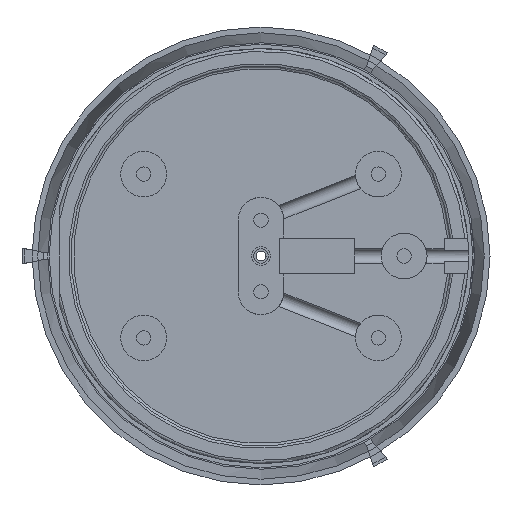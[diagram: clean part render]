
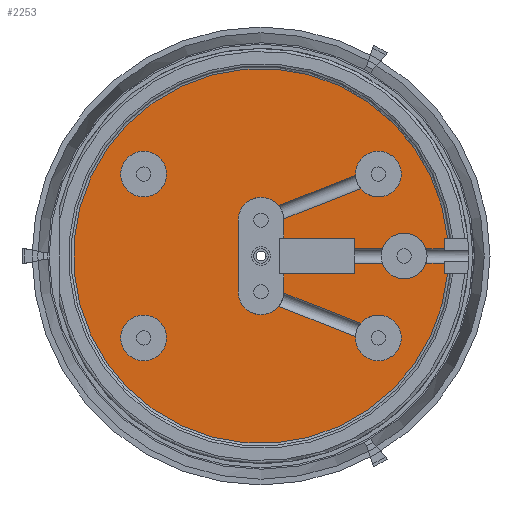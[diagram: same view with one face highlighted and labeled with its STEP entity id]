
A CAD part, front view. The second image highlights one B-rep face of the part: STEP entity #2253.
In plain terms, the highlighted planar face has unit normal (0, -1, 0).
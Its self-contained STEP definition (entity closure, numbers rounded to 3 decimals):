
#101=FACE_BOUND('',#388,.T.);
#102=FACE_BOUND('',#389,.T.);
#143=PLANE('',#2534);
#245=FACE_OUTER_BOUND('',#387,.T.);
#387=EDGE_LOOP('',(#1694,#1695,#1696,#1697,#1698,#1699,#1700,#1701,#1702,
#1703,#1704,#1705,#1706,#1707,#1708,#1709,#1710,#1711,#1712,#1713,#1714,
#1715,#1716,#1717,#1718,#1719,#1720,#1721,#1722,#1723));
#388=EDGE_LOOP('',(#1724));
#389=EDGE_LOOP('',(#1725));
#517=LINE('',#3564,#715);
#520=LINE('',#3609,#718);
#526=LINE('',#3626,#724);
#529=LINE('',#3671,#727);
#533=LINE('',#3685,#731);
#539=LINE('',#3697,#737);
#543=LINE('',#3706,#741);
#545=LINE('',#3712,#743);
#548=LINE('',#3718,#746);
#552=LINE('',#3725,#750);
#553=LINE('',#3731,#751);
#554=LINE('',#3732,#752);
#555=LINE('',#3735,#753);
#556=LINE('',#3737,#754);
#557=LINE('',#3741,#755);
#558=LINE('',#3742,#756);
#559=LINE('',#3745,#757);
#560=LINE('',#3747,#758);
#561=LINE('',#3752,#759);
#715=VECTOR('',#2830,10.);
#718=VECTOR('',#2837,10.);
#724=VECTOR('',#2853,10.);
#727=VECTOR('',#2860,10.);
#731=VECTOR('',#2874,10.);
#737=VECTOR('',#2882,10.);
#741=VECTOR('',#2888,10.);
#743=VECTOR('',#2892,10.);
#746=VECTOR('',#2897,10.);
#750=VECTOR('',#2901,10.);
#751=VECTOR('',#2908,10.);
#752=VECTOR('',#2909,10.);
#753=VECTOR('',#2912,10.);
#754=VECTOR('',#2913,10.);
#755=VECTOR('',#2916,10.);
#756=VECTOR('',#2917,10.);
#757=VECTOR('',#2920,10.);
#758=VECTOR('',#2921,10.);
#759=VECTOR('',#2926,10.);
#928=CIRCLE('',#2518,16.);
#930=CIRCLE('',#2520,16.);
#931=CIRCLE('',#2525,16.);
#933=CIRCLE('',#2527,16.);
#935=CIRCLE('',#2535,16.);
#936=CIRCLE('',#2536,16.);
#937=CIRCLE('',#2537,131.);
#938=CIRCLE('',#2538,16.);
#939=CIRCLE('',#2539,16.);
#940=CIRCLE('',#2540,16.);
#941=CIRCLE('',#2541,16.);
#942=CIRCLE('',#2542,16.);
#943=CIRCLE('',#2543,16.);
#1035=VERTEX_POINT('',#3558);
#1037=VERTEX_POINT('',#3562);
#1040=VERTEX_POINT('',#3606);
#1041=VERTEX_POINT('',#3608);
#1042=VERTEX_POINT('',#3612);
#1045=VERTEX_POINT('',#3620);
#1047=VERTEX_POINT('',#3624);
#1050=VERTEX_POINT('',#3668);
#1051=VERTEX_POINT('',#3670);
#1052=VERTEX_POINT('',#3674);
#1054=VERTEX_POINT('',#3681);
#1056=VERTEX_POINT('',#3684);
#1059=VERTEX_POINT('',#3691);
#1061=VERTEX_POINT('',#3695);
#1063=VERTEX_POINT('',#3700);
#1065=VERTEX_POINT('',#3704);
#1066=VERTEX_POINT('',#3708);
#1068=VERTEX_POINT('',#3711);
#1070=VERTEX_POINT('',#3717);
#1073=VERTEX_POINT('',#3723);
#1074=VERTEX_POINT('',#3728);
#1075=VERTEX_POINT('',#3730);
#1076=VERTEX_POINT('',#3734);
#1077=VERTEX_POINT('',#3736);
#1078=VERTEX_POINT('',#3738);
#1079=VERTEX_POINT('',#3740);
#1080=VERTEX_POINT('',#3744);
#1081=VERTEX_POINT('',#3746);
#1082=VERTEX_POINT('',#3749);
#1083=VERTEX_POINT('',#3751);
#1084=VERTEX_POINT('',#3754);
#1085=VERTEX_POINT('',#3756);
#1266=EDGE_CURVE('',#1035,#1037,#517,.T.);
#1271=EDGE_CURVE('',#1041,#1040,#520,.T.);
#1273=EDGE_CURVE('',#1042,#1041,#928,.T.);
#1276=EDGE_CURVE('',#1037,#1042,#930,.T.);
#1280=EDGE_CURVE('',#1045,#1047,#526,.T.);
#1285=EDGE_CURVE('',#1051,#1050,#529,.T.);
#1287=EDGE_CURVE('',#1052,#1051,#931,.T.);
#1290=EDGE_CURVE('',#1047,#1052,#933,.T.);
#1292=EDGE_CURVE('',#1056,#1054,#533,.T.);
#1298=EDGE_CURVE('',#1059,#1061,#539,.T.);
#1302=EDGE_CURVE('',#1063,#1065,#543,.T.);
#1304=EDGE_CURVE('',#1068,#1066,#545,.T.);
#1307=EDGE_CURVE('',#1070,#1063,#548,.T.);
#1311=EDGE_CURVE('',#1066,#1073,#552,.T.);
#1313=EDGE_CURVE('',#1040,#1074,#935,.T.);
#1314=EDGE_CURVE('',#1074,#1075,#553,.T.);
#1315=EDGE_CURVE('',#1075,#1070,#554,.T.);
#1316=EDGE_CURVE('',#1065,#1059,#936,.T.);
#1317=EDGE_CURVE('',#1061,#1076,#555,.T.);
#1318=EDGE_CURVE('',#1076,#1077,#556,.T.);
#1319=EDGE_CURVE('',#1077,#1078,#937,.T.);
#1320=EDGE_CURVE('',#1078,#1079,#557,.T.);
#1321=EDGE_CURVE('',#1079,#1056,#558,.T.);
#1322=EDGE_CURVE('',#1054,#1068,#938,.T.);
#1323=EDGE_CURVE('',#1073,#1080,#559,.T.);
#1324=EDGE_CURVE('',#1080,#1081,#560,.T.);
#1325=EDGE_CURVE('',#1081,#1045,#939,.T.);
#1326=EDGE_CURVE('',#1050,#1082,#940,.T.);
#1327=EDGE_CURVE('',#1082,#1083,#561,.T.);
#1328=EDGE_CURVE('',#1083,#1035,#941,.T.);
#1329=EDGE_CURVE('',#1084,#1084,#942,.T.);
#1330=EDGE_CURVE('',#1085,#1085,#943,.T.);
#1694=ORIENTED_EDGE('',*,*,#1266,.T.);
#1695=ORIENTED_EDGE('',*,*,#1276,.T.);
#1696=ORIENTED_EDGE('',*,*,#1273,.T.);
#1697=ORIENTED_EDGE('',*,*,#1271,.T.);
#1698=ORIENTED_EDGE('',*,*,#1313,.T.);
#1699=ORIENTED_EDGE('',*,*,#1314,.T.);
#1700=ORIENTED_EDGE('',*,*,#1315,.T.);
#1701=ORIENTED_EDGE('',*,*,#1307,.T.);
#1702=ORIENTED_EDGE('',*,*,#1302,.T.);
#1703=ORIENTED_EDGE('',*,*,#1316,.T.);
#1704=ORIENTED_EDGE('',*,*,#1298,.T.);
#1705=ORIENTED_EDGE('',*,*,#1317,.T.);
#1706=ORIENTED_EDGE('',*,*,#1318,.T.);
#1707=ORIENTED_EDGE('',*,*,#1319,.T.);
#1708=ORIENTED_EDGE('',*,*,#1320,.T.);
#1709=ORIENTED_EDGE('',*,*,#1321,.T.);
#1710=ORIENTED_EDGE('',*,*,#1292,.T.);
#1711=ORIENTED_EDGE('',*,*,#1322,.T.);
#1712=ORIENTED_EDGE('',*,*,#1304,.T.);
#1713=ORIENTED_EDGE('',*,*,#1311,.T.);
#1714=ORIENTED_EDGE('',*,*,#1323,.T.);
#1715=ORIENTED_EDGE('',*,*,#1324,.T.);
#1716=ORIENTED_EDGE('',*,*,#1325,.T.);
#1717=ORIENTED_EDGE('',*,*,#1280,.T.);
#1718=ORIENTED_EDGE('',*,*,#1290,.T.);
#1719=ORIENTED_EDGE('',*,*,#1287,.T.);
#1720=ORIENTED_EDGE('',*,*,#1285,.T.);
#1721=ORIENTED_EDGE('',*,*,#1326,.T.);
#1722=ORIENTED_EDGE('',*,*,#1327,.T.);
#1723=ORIENTED_EDGE('',*,*,#1328,.T.);
#1724=ORIENTED_EDGE('',*,*,#1329,.T.);
#1725=ORIENTED_EDGE('',*,*,#1330,.T.);
#2253=ADVANCED_FACE('',(#245,#101,#102),#143,.T.);
#2518=AXIS2_PLACEMENT_3D('',#3613,#2841,#2842);
#2520=AXIS2_PLACEMENT_3D('',#3617,#2846,#2847);
#2525=AXIS2_PLACEMENT_3D('',#3675,#2864,#2865);
#2527=AXIS2_PLACEMENT_3D('',#3679,#2869,#2870);
#2534=AXIS2_PLACEMENT_3D('',#3727,#2904,#2905);
#2535=AXIS2_PLACEMENT_3D('',#3729,#2906,#2907);
#2536=AXIS2_PLACEMENT_3D('',#3733,#2910,#2911);
#2537=AXIS2_PLACEMENT_3D('',#3739,#2914,#2915);
#2538=AXIS2_PLACEMENT_3D('',#3743,#2918,#2919);
#2539=AXIS2_PLACEMENT_3D('',#3748,#2922,#2923);
#2540=AXIS2_PLACEMENT_3D('',#3750,#2924,#2925);
#2541=AXIS2_PLACEMENT_3D('',#3753,#2927,#2928);
#2542=AXIS2_PLACEMENT_3D('',#3755,#2929,#2930);
#2543=AXIS2_PLACEMENT_3D('',#3757,#2931,#2932);
#2830=DIRECTION('',(-0.931,0.,-0.366));
#2837=DIRECTION('',(0.931,0.,0.366));
#2841=DIRECTION('center_axis',(0.,1.,0.));
#2842=DIRECTION('ref_axis',(-1.,0.,0.));
#2846=DIRECTION('center_axis',(0.,1.,0.));
#2847=DIRECTION('ref_axis',(-1.,0.,0.));
#2853=DIRECTION('',(-0.931,0.,0.366));
#2860=DIRECTION('',(0.931,0.,-0.366));
#2864=DIRECTION('center_axis',(0.,1.,0.));
#2865=DIRECTION('ref_axis',(-1.,0.,0.));
#2869=DIRECTION('center_axis',(0.,1.,0.));
#2870=DIRECTION('ref_axis',(-1.,0.,0.));
#2874=DIRECTION('',(1.,0.,0.));
#2882=DIRECTION('',(-1.,0.,0.));
#2888=DIRECTION('',(-1.,0.,0.));
#2892=DIRECTION('',(1.,0.,0.));
#2897=DIRECTION('',(0.,0.,1.));
#2901=DIRECTION('',(0.,0.,1.));
#2904=DIRECTION('center_axis',(0.,-1.,0.));
#2905=DIRECTION('ref_axis',(0.,0.,-1.));
#2906=DIRECTION('center_axis',(0.,1.,0.));
#2907=DIRECTION('ref_axis',(-1.,0.,0.));
#2908=DIRECTION('',(0.,0.,1.));
#2909=DIRECTION('',(-1.,0.,0.));
#2910=DIRECTION('center_axis',(0.,1.,0.));
#2911=DIRECTION('ref_axis',(-1.,0.,0.));
#2912=DIRECTION('',(0.,0.,-1.));
#2913=DIRECTION('',(-1.,0.,0.));
#2914=DIRECTION('center_axis',(0.,-1.,0.));
#2915=DIRECTION('ref_axis',(1.,0.,0.));
#2916=DIRECTION('',(1.,0.,0.));
#2917=DIRECTION('',(0.,0.,-1.));
#2918=DIRECTION('center_axis',(0.,1.,0.));
#2919=DIRECTION('ref_axis',(-1.,0.,0.));
#2920=DIRECTION('',(1.,0.,0.));
#2921=DIRECTION('',(0.,0.,1.));
#2922=DIRECTION('center_axis',(0.,1.,0.));
#2923=DIRECTION('ref_axis',(1.,0.,0.));
#2924=DIRECTION('center_axis',(0.,1.,0.));
#2925=DIRECTION('ref_axis',(1.,0.,0.));
#2926=DIRECTION('',(0.,0.,-1.));
#2927=DIRECTION('center_axis',(0.,1.,0.));
#2928=DIRECTION('ref_axis',(-1.,0.,0.));
#2929=DIRECTION('center_axis',(0.,1.,0.));
#2930=DIRECTION('ref_axis',(-1.,0.,0.));
#2931=DIRECTION('center_axis',(0.,1.,0.));
#2932=DIRECTION('ref_axis',(-1.,0.,0.));
#3558=CARTESIAN_POINT('',(-12.316,2.,-35.214));
#3562=CARTESIAN_POINT('',(-66.026,2.,-56.327));
#3564=CARTESIAN_POINT('',(4.979,2.,-28.415));
#3606=CARTESIAN_POINT('',(-15.974,2.,-25.907));
#3608=CARTESIAN_POINT('',(-69.685,2.,-47.021));
#3609=CARTESIAN_POINT('',(1.32,2.,-19.109));
#3612=CARTESIAN_POINT('',(-66.,2.,-57.236));
#3613=CARTESIAN_POINT('Origin',(-82.,2.,-57.236));
#3617=CARTESIAN_POINT('Origin',(-82.,2.,-57.236));
#3620=CARTESIAN_POINT('',(-15.974,2.,25.907));
#3624=CARTESIAN_POINT('',(-69.685,2.,47.021));
#3626=CARTESIAN_POINT('',(3.533,2.,18.239));
#3668=CARTESIAN_POINT('',(-12.316,2.,35.214));
#3670=CARTESIAN_POINT('',(-66.026,2.,56.327));
#3671=CARTESIAN_POINT('',(7.192,2.,27.545));
#3674=CARTESIAN_POINT('',(-66.,2.,57.236));
#3675=CARTESIAN_POINT('Origin',(-82.,2.,57.236));
#3679=CARTESIAN_POINT('Origin',(-82.,2.,57.236));
#3681=CARTESIAN_POINT('',(-115.199,2.,5.));
#3684=CARTESIAN_POINT('',(-128.,2.,5.));
#3685=CARTESIAN_POINT('',(0.,2.,5.));
#3691=CARTESIAN_POINT('',(-115.199,2.,-5.));
#3695=CARTESIAN_POINT('',(-128.,2.,-5.));
#3697=CARTESIAN_POINT('',(0.,2.,-5.));
#3700=CARTESIAN_POINT('',(-65.,2.,-5.));
#3704=CARTESIAN_POINT('',(-84.801,2.,-5.));
#3706=CARTESIAN_POINT('',(0.,2.,-5.));
#3708=CARTESIAN_POINT('',(-65.,2.,5.));
#3711=CARTESIAN_POINT('',(-84.801,2.,5.));
#3712=CARTESIAN_POINT('',(0.,2.,5.));
#3717=CARTESIAN_POINT('',(-65.,2.,-12.5));
#3718=CARTESIAN_POINT('',(-65.,2.,-9.5));
#3723=CARTESIAN_POINT('',(-65.,2.,12.5));
#3725=CARTESIAN_POINT('',(-65.,2.,-9.5));
#3727=CARTESIAN_POINT('Origin',(0.,2.,-6.5));
#3728=CARTESIAN_POINT('',(-16.,2.,-25.));
#3729=CARTESIAN_POINT('Origin',(0.,2.,-25.));
#3730=CARTESIAN_POINT('',(-16.,2.,-12.5));
#3731=CARTESIAN_POINT('',(-16.,2.,-15.75));
#3732=CARTESIAN_POINT('',(-6.5,2.,-12.5));
#3733=CARTESIAN_POINT('Origin',(-100.,2.,0.));
#3734=CARTESIAN_POINT('',(-128.,2.,-12.5));
#3735=CARTESIAN_POINT('',(-128.,2.,3.));
#3736=CARTESIAN_POINT('',(-130.402,2.,-12.5));
#3737=CARTESIAN_POINT('',(-64.,2.,-12.5));
#3738=CARTESIAN_POINT('',(-130.402,2.,12.5));
#3739=CARTESIAN_POINT('Origin',(0.,2.,0.));
#3740=CARTESIAN_POINT('',(-128.,2.,12.5));
#3741=CARTESIAN_POINT('',(-72.5,2.,12.5));
#3742=CARTESIAN_POINT('',(-128.,2.,3.));
#3743=CARTESIAN_POINT('Origin',(-100.,2.,0.));
#3744=CARTESIAN_POINT('',(-16.,2.,12.5));
#3745=CARTESIAN_POINT('',(-32.5,2.,12.5));
#3746=CARTESIAN_POINT('',(-16.,2.,25.));
#3747=CARTESIAN_POINT('',(-16.,2.,-15.75));
#3748=CARTESIAN_POINT('Origin',(0.,2.,25.));
#3749=CARTESIAN_POINT('',(16.,2.,25.));
#3750=CARTESIAN_POINT('Origin',(0.,2.,25.));
#3751=CARTESIAN_POINT('',(16.,2.,-25.));
#3752=CARTESIAN_POINT('',(16.,2.,9.25));
#3753=CARTESIAN_POINT('Origin',(0.,2.,-25.));
#3754=CARTESIAN_POINT('',(98.,2.,57.236));
#3755=CARTESIAN_POINT('Origin',(82.,2.,57.236));
#3756=CARTESIAN_POINT('',(98.,2.,-57.236));
#3757=CARTESIAN_POINT('Origin',(82.,2.,-57.236));
